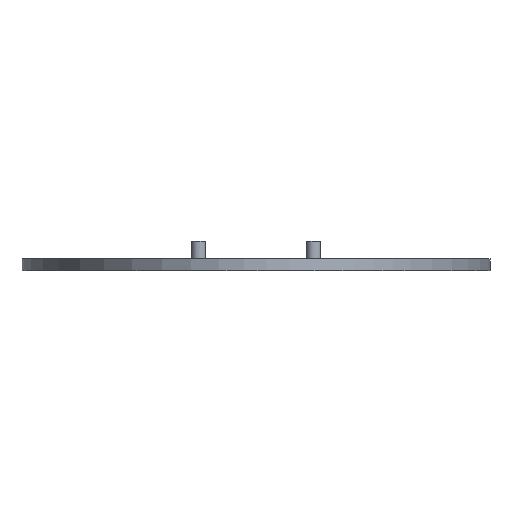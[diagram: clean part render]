
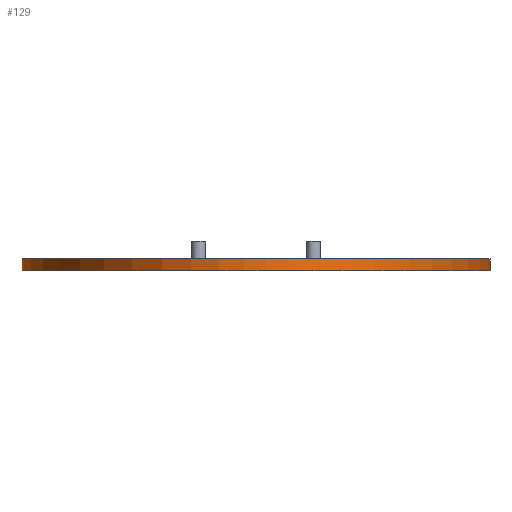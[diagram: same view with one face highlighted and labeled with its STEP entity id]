
A CAD part, left-side view. The second image highlights one B-rep face of the part: STEP entity #129.
In plain terms, the highlighted face is a extrusion surface.
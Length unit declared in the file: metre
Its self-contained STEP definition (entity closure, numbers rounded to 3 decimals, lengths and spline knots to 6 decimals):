
#129 = ADVANCED_FACE( '', ( #309, #310 ), #311, .F. );
#309 = FACE_OUTER_BOUND( '', #544, .T. );
#310 = FACE_OUTER_BOUND( '', #545, .T. );
#311 = SURFACE_OF_LINEAR_EXTRUSION( '', #546, #547 );
#544 = EDGE_LOOP( '', ( #898 ) );
#545 = EDGE_LOOP( '', ( #899 ) );
#546 = ELLIPSE( '', #900, 0.15, 0.1 );
#547 = VECTOR( '', #901, 1. );
#898 = ORIENTED_EDGE( '', *, *, #1192, .F. );
#899 = ORIENTED_EDGE( '', *, *, #1220, .T. );
#900 = AXIS2_PLACEMENT_3D( '', #1221, #1222, #1223 );
#901 = DIRECTION( '', ( 0., 0., -1. ) );
#1192 = EDGE_CURVE( '', #1430, #1430, #1431, .T. );
#1220 = EDGE_CURVE( '', #1470, #1470, #1471, .T. );
#1221 = CARTESIAN_POINT( '', ( 0., 0., 0.005 ) );
#1222 = DIRECTION( '', ( 0., 0., 1. ) );
#1223 = DIRECTION( '', ( 1., 0., 0. ) );
#1430 = VERTEX_POINT( '', #1733 );
#1431 = ELLIPSE( '', #1734, 0.15, 0.1 );
#1470 = VERTEX_POINT( '', #1789 );
#1471 = ELLIPSE( '', #1790, 0.15, 0.1 );
#1733 = CARTESIAN_POINT( '', ( 0.15, 0., 0.005 ) );
#1734 = AXIS2_PLACEMENT_3D( '', #2001, #2002, #2003 );
#1789 = CARTESIAN_POINT( '', ( 0.15, 0., 0. ) );
#1790 = AXIS2_PLACEMENT_3D( '', #2032, #2033, #2034 );
#2001 = CARTESIAN_POINT( '', ( 0., 0., 0.005 ) );
#2002 = DIRECTION( '', ( 0., 0., 1. ) );
#2003 = DIRECTION( '', ( 1., 0., 0. ) );
#2032 = CARTESIAN_POINT( '', ( 0., 0., 0. ) );
#2033 = DIRECTION( '', ( 0., 0., 1. ) );
#2034 = DIRECTION( '', ( 1., 0., 0. ) );
